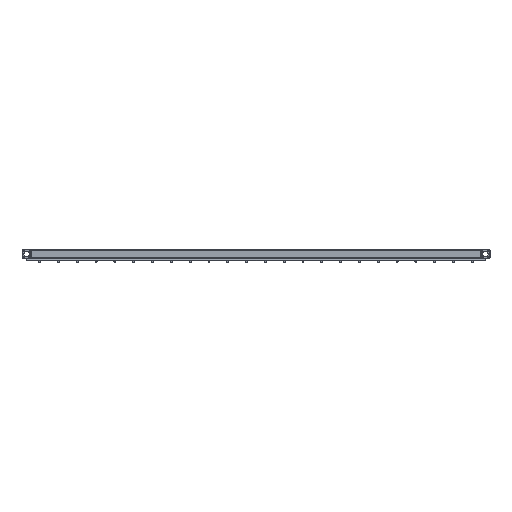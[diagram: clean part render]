
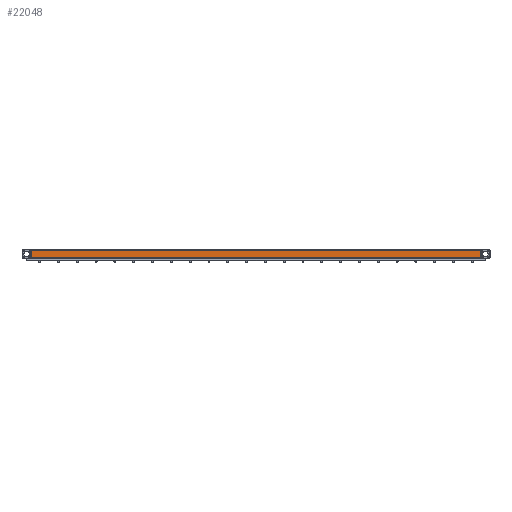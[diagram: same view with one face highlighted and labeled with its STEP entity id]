
A CAD part, left-side view. The second image highlights one B-rep face of the part: STEP entity #22048.
In plain terms, the highlighted planar face has unit normal (-1, 0, 0).
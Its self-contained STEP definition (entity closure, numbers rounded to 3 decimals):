
#514 = VERTEX_POINT ( 'NONE', #11017 ) ;
#1098 = DIRECTION ( 'NONE',  ( 0., 1., 0. ) ) ;
#1109 = ORIENTED_EDGE ( 'NONE', *, *, #17391, .T. ) ;
#2010 = CARTESIAN_POINT ( 'NONE',  ( -997.5, -477.5, -8. ) ) ;
#2599 = EDGE_CURVE ( 'NONE', #19511, #8613, #19019, .T. ) ;
#3062 = EDGE_CURVE ( 'NONE', #16570, #514, #23547, .T. ) ;
#4375 = VECTOR ( 'NONE', #26072, 1000. ) ;
#4783 = CARTESIAN_POINT ( 'NONE',  ( -997.5, -477.5, 8. ) ) ;
#5274 = LINE ( 'NONE', #19150, #4375 ) ;
#5618 = CARTESIAN_POINT ( 'NONE',  ( -997.5, -487.5, -8. ) ) ;
#6474 = EDGE_LOOP ( 'NONE', ( #9467, #1109, #12643, #19106 ) ) ;
#6820 = CARTESIAN_POINT ( 'NONE',  ( -997.5, 477.5, 8. ) ) ;
#7681 = CARTESIAN_POINT ( 'NONE',  ( -997.5, -477.5, -8. ) ) ;
#8562 = CARTESIAN_POINT ( 'NONE',  ( -997.5, -487.5, 8. ) ) ;
#8609 = DIRECTION ( 'NONE',  ( 0., 1., 0. ) ) ;
#8613 = VERTEX_POINT ( 'NONE', #6820 ) ;
#9467 = ORIENTED_EDGE ( 'NONE', *, *, #3062, .F. ) ;
#9592 = DIRECTION ( 'NONE',  ( 1., 0., 0. ) ) ;
#9964 = VECTOR ( 'NONE', #21598, 1000. ) ;
#11017 = CARTESIAN_POINT ( 'NONE',  ( -997.5, 477.5, -8. ) ) ;
#11941 = LINE ( 'NONE', #2010, #19861 ) ;
#12643 = ORIENTED_EDGE ( 'NONE', *, *, #2599, .T. ) ;
#13737 = CARTESIAN_POINT ( 'NONE',  ( -997.5, -487.5, -8. ) ) ;
#16570 = VERTEX_POINT ( 'NONE', #7681 ) ;
#16709 = EDGE_CURVE ( 'NONE', #8613, #514, #5274, .T. ) ;
#17391 = EDGE_CURVE ( 'NONE', #16570, #19511, #11941, .T. ) ;
#19019 = LINE ( 'NONE', #8562, #28675 ) ;
#19106 = ORIENTED_EDGE ( 'NONE', *, *, #16709, .T. ) ;
#19150 = CARTESIAN_POINT ( 'NONE',  ( -997.5, 477.5, -8. ) ) ;
#19511 = VERTEX_POINT ( 'NONE', #4783 ) ;
#19861 = VECTOR ( 'NONE', #25759, 1000. ) ;
#21598 = DIRECTION ( 'NONE',  ( 0., 1., 0. ) ) ;
#21616 = AXIS2_PLACEMENT_3D ( 'NONE', #5618, #9592, #8609 ) ;
#22048 = ADVANCED_FACE ( 'NONE', ( #29885 ), #27873, .F. ) ;
#23547 = LINE ( 'NONE', #13737, #9964 ) ;
#25759 = DIRECTION ( 'NONE',  ( 0., 0., 1. ) ) ;
#26072 = DIRECTION ( 'NONE',  ( 0., 0., -1. ) ) ;
#27873 = PLANE ( 'NONE',  #21616 ) ;
#28675 = VECTOR ( 'NONE', #1098, 1000. ) ;
#29885 = FACE_OUTER_BOUND ( 'NONE', #6474, .T. ) ;
